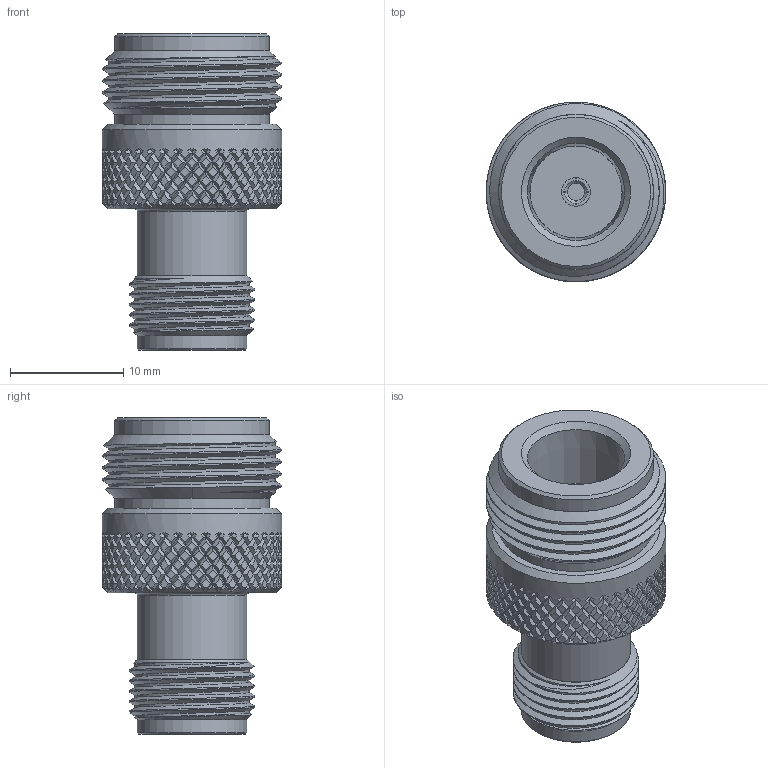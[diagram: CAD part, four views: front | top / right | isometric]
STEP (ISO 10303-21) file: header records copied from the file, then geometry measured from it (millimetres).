
FILE_DESCRIPTION (( 'STEP AP203' ), '1' );
FILE_NAME ('PE9131_3D.step', '2021-06-16T19:06:22', ( '' ), ( '' ), 'SwSTEP 2.0', 'SolidWorks 2020', '' );
FILE_SCHEMA (( 'CONFIG_CONTROL_DESIGN' ));
Products named in the file (1): PE9131_3D
Bounding box: 15.88 x 15.88 x 28 mm (x, y, z)
Volume: 3012.8 mm3; surface area: 2449.2 mm2
Topology: 1 solids, 1 shells, 1500 faces, 3236 edges, 1752 vertices
Faces by surface type: bspline 1126, cylinder 222, plane 128, cone 23, torus 1
Full cylindrical faces by diameter (mm): 1.346 x1, 1.854 x1, 4.572 x1, 9.652 x2, 13.716 x2, 15.875 x1
Entity records: 55153 total; most frequent: CARTESIAN_POINT 35696, ORIENTED_EDGE 6404, EDGE_CURVE 3202, VERTEX_POINT 1740, EDGE_LOOP 1534, FACE_OUTER_BOUND 1508, ADVANCED_FACE 1499, B_SPLINE_CURVE_WITH_KNOTS 1312
